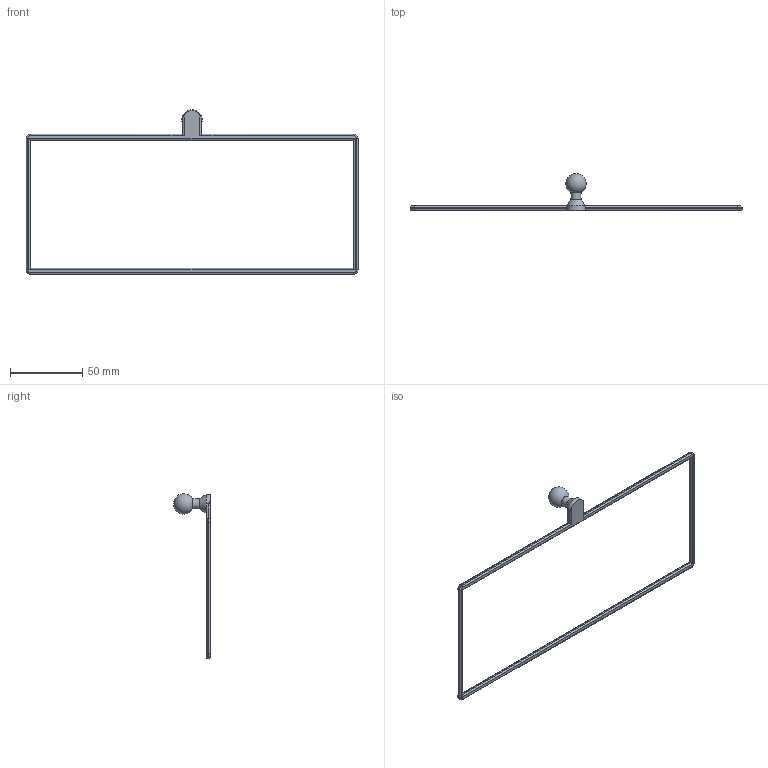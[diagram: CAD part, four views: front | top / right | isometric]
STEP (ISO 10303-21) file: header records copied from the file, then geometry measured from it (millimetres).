
FILE_DESCRIPTION(/* description */ (''),/* implementation_level */ '2;1');
FILE_NAME(/* name */ 'empty mirror v2.step',/* time_stamp */ '2021-12-02T17:35:09-05:00',/* author */ (''),/* organization */ (''),/* preprocessor_version */ 'ST-DEVELOPER v18.1',/* originating_system */ 'Autodesk Translation Framework v10.10.0.1391',/* authorisation */ '');
FILE_SCHEMA (('AUTOMOTIVE_DESIGN { 1 0 10303 214 3 1 1 }'));
Length unit declared in the file: millimetre
Products named in the file (1): empty mirror
Bounding box: 230 x 25.53 x 113.95 mm (x, y, z)
Volume: 9181 mm3; surface area: 8674.1 mm2
Topology: 1 solids, 1 shells, 49 faces, 119 edges, 71 vertices
Faces by surface type: cylinder 24, plane 13, torus 8, cone 2, bspline 1, sphere 1
Entity records: 1574 total; most frequent: CARTESIAN_POINT 377, DIRECTION 258, ORIENTED_EDGE 236, EDGE_CURVE 118, AXIS2_PLACEMENT_3D 98, VERTEX_POINT 71, LINE 62, VECTOR 62
